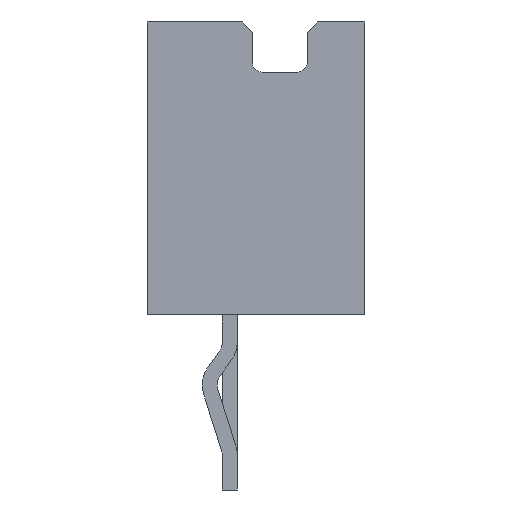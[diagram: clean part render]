
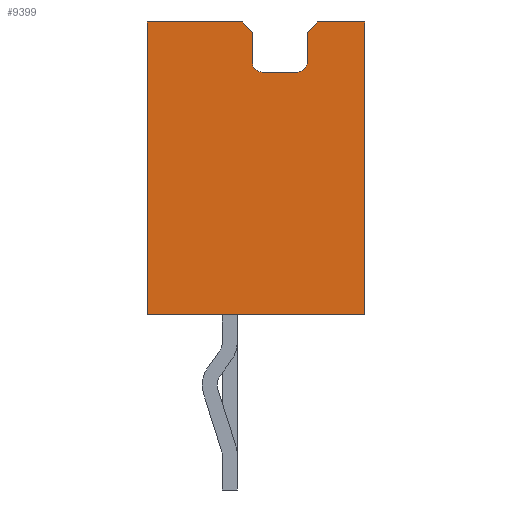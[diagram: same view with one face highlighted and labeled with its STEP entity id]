
A CAD part, left-side view. The second image highlights one B-rep face of the part: STEP entity #9399.
In plain terms, the highlighted planar face has unit normal (-1, 0, 0).
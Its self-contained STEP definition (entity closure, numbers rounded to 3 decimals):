
#185=DIRECTION('',(0.,-1.,0.));
#186=VECTOR('',#185,4.35);
#187=CARTESIAN_POINT('',(-13.,2.175,-2.925));
#188=LINE('',#187,#186);
#589=DIRECTION('',(0.,0.,1.));
#590=VECTOR('',#589,5.85);
#591=CARTESIAN_POINT('',(-13.,-2.175,-2.925));
#592=LINE('',#591,#590);
#685=DIRECTION('',(0.,-1.,0.));
#686=VECTOR('',#685,1.9);
#687=CARTESIAN_POINT('',(-13.,2.175,2.925));
#688=LINE('',#687,#686);
#741=DIRECTION('',(0.,-1.,0.));
#742=VECTOR('',#741,0.95);
#743=CARTESIAN_POINT('',(-13.,-1.225,2.925));
#744=LINE('',#743,#742);
#775=DIRECTION('',(0.,0.707,0.707));
#776=VECTOR('',#775,0.283);
#777=CARTESIAN_POINT('',(-13.,0.075,2.725));
#778=LINE('',#777,#776);
#779=DIRECTION('',(0.,0.,-1.));
#780=VECTOR('',#779,0.6);
#781=CARTESIAN_POINT('',(-13.,0.075,2.725));
#782=LINE('',#781,#780);
#783=CARTESIAN_POINT('',(-13.,-0.125,2.125));
#784=DIRECTION('',(1.,0.,0.));
#785=DIRECTION('',(0.,0.,-1.));
#786=AXIS2_PLACEMENT_3D('',#783,#784,#785);
#788=DIRECTION('',(0.,1.,0.));
#789=VECTOR('',#788,0.7);
#790=CARTESIAN_POINT('',(-13.,-0.825,1.925));
#791=LINE('',#790,#789);
#792=CARTESIAN_POINT('',(-13.,-0.825,2.125));
#793=DIRECTION('',(1.,0.,0.));
#794=DIRECTION('',(0.,-1.,0.));
#795=AXIS2_PLACEMENT_3D('',#792,#793,#794);
#797=DIRECTION('',(0.,0.,-1.));
#798=VECTOR('',#797,0.6);
#799=CARTESIAN_POINT('',(-13.,-1.025,2.725));
#800=LINE('',#799,#798);
#801=DIRECTION('',(0.,0.707,-0.707));
#802=VECTOR('',#801,0.283);
#803=CARTESIAN_POINT('',(-13.,-1.225,2.925));
#804=LINE('',#803,#802);
#805=DIRECTION('',(0.,0.,1.));
#806=VECTOR('',#805,5.85);
#807=CARTESIAN_POINT('',(-13.,2.175,-2.925));
#808=LINE('',#807,#806);
#6643=CARTESIAN_POINT('',(-13.,2.175,-2.925));
#6644=CARTESIAN_POINT('',(-13.,-2.175,-2.925));
#6645=VERTEX_POINT('',#6643);
#6646=VERTEX_POINT('',#6644);
#6647=CARTESIAN_POINT('',(-13.,-2.175,2.925));
#6649=VERTEX_POINT('',#6647);
#6652=CARTESIAN_POINT('',(-13.,2.175,2.925));
#6654=VERTEX_POINT('',#6652);
#6667=CARTESIAN_POINT('',(-13.,-1.025,2.125));
#6668=CARTESIAN_POINT('',(-13.,-0.825,1.925));
#6669=VERTEX_POINT('',#6667);
#6670=VERTEX_POINT('',#6668);
#6671=CARTESIAN_POINT('',(-13.,-0.125,1.925));
#6672=VERTEX_POINT('',#6671);
#6673=CARTESIAN_POINT('',(-13.,0.075,2.125));
#6674=VERTEX_POINT('',#6673);
#6905=CARTESIAN_POINT('',(-13.,0.075,2.725));
#6906=CARTESIAN_POINT('',(-13.,0.275,2.925));
#6907=VERTEX_POINT('',#6905);
#6908=VERTEX_POINT('',#6906);
#6973=CARTESIAN_POINT('',(-13.,-1.225,2.925));
#6974=CARTESIAN_POINT('',(-13.,-1.025,2.725));
#6975=VERTEX_POINT('',#6973);
#6976=VERTEX_POINT('',#6974);
#9374=CARTESIAN_POINT('',(-13.,2.175,-2.925));
#9375=DIRECTION('',(-1.,0.,0.));
#9376=DIRECTION('',(0.,-1.,0.));
#9377=AXIS2_PLACEMENT_3D('',#9374,#9375,#9376);
#9378=PLANE('',#9377);
#9379=ORIENTED_EDGE('',*,*,#9364,.F.);
#9381=ORIENTED_EDGE('',*,*,#9380,.T.);
#9383=ORIENTED_EDGE('',*,*,#9382,.F.);
#9385=ORIENTED_EDGE('',*,*,#9384,.F.);
#9387=ORIENTED_EDGE('',*,*,#9386,.F.);
#9389=ORIENTED_EDGE('',*,*,#9388,.F.);
#9391=ORIENTED_EDGE('',*,*,#9390,.F.);
#9392=ORIENTED_EDGE('',*,*,#9343,.T.);
#9393=ORIENTED_EDGE('',*,*,#9154,.F.);
#9394=ORIENTED_EDGE('',*,*,#8892,.F.);
#9395=ORIENTED_EDGE('',*,*,#8949,.T.);
#9396=ORIENTED_EDGE('',*,*,#9309,.T.);
#9397=EDGE_LOOP('',(#9379,#9381,#9383,#9385,#9387,#9389,#9391,#9392,#9393,#9394,
#9395,#9396));
#9398=FACE_OUTER_BOUND('',#9397,.F.);
#9399=ADVANCED_FACE('',(#9398),#9378,.T.);
#787=CIRCLE('',#786,0.2);
#796=CIRCLE('',#795,0.2);
#8892=EDGE_CURVE('',#6645,#6646,#188,.T.);
#8949=EDGE_CURVE('',#6645,#6654,#808,.T.);
#9154=EDGE_CURVE('',#6646,#6649,#592,.T.);
#9309=EDGE_CURVE('',#6654,#6908,#688,.T.);
#9343=EDGE_CURVE('',#6975,#6649,#744,.T.);
#9364=EDGE_CURVE('',#6907,#6908,#778,.T.);
#9380=EDGE_CURVE('',#6907,#6674,#782,.T.);
#9382=EDGE_CURVE('',#6672,#6674,#787,.T.);
#9384=EDGE_CURVE('',#6670,#6672,#791,.T.);
#9386=EDGE_CURVE('',#6669,#6670,#796,.T.);
#9388=EDGE_CURVE('',#6976,#6669,#800,.T.);
#9390=EDGE_CURVE('',#6975,#6976,#804,.T.);
